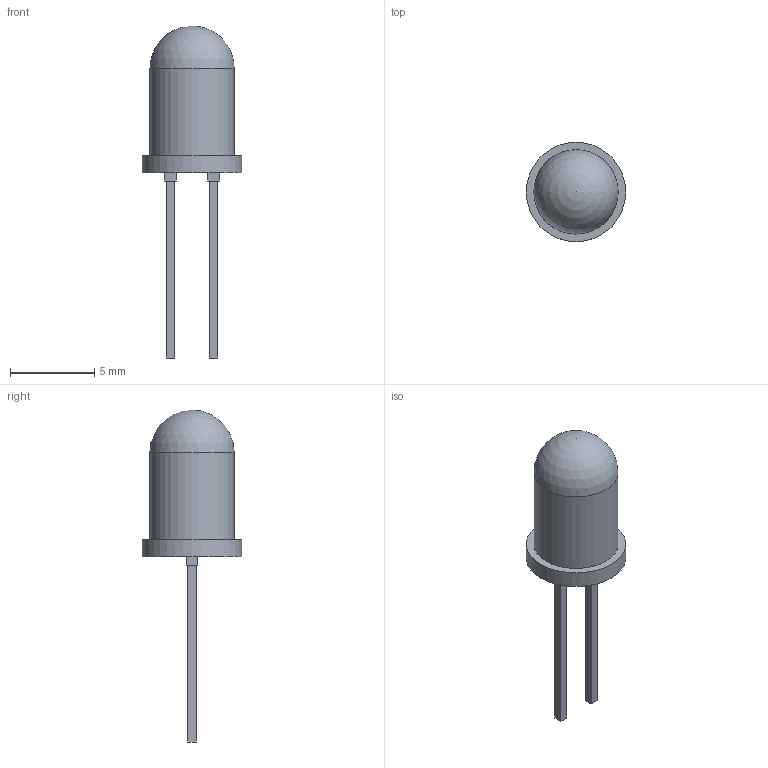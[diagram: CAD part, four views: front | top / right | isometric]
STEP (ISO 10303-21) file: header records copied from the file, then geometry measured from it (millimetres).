
FILE_DESCRIPTION(('FreeCAD Model'),'2;1');
FILE_NAME('Open CASCADE Shape Model','2025-05-28T02:12:50',('Author'),( ''),'Open CASCADE STEP processor 7.8','FreeCAD','Unknown');
FILE_SCHEMA(('AUTOMOTIVE_DESIGN { 1 0 10303 214 1 1 1 1 }'));
Length unit declared in the file: millimetre
Products named in the file (1): LinearPattern
Bounding box: 5.9 x 5.9 x 19.7 mm (x, y, z)
Volume: 167.9 mm3; surface area: 219.3 mm2
Topology: 1 solids, 1 shells, 25 faces, 56 edges, 37 vertices
Faces by surface type: plane 22, cylinder 2, sphere 1
Full cylindrical faces by diameter (mm): 5 x1, 5.9 x1
Entity records: 704 total; most frequent: CARTESIAN_POINT 118, DIRECTION 112, ORIENTED_EDGE 110, EDGE_CURVE 55, LINE 50, VECTOR 50, VERTEX_POINT 37, AXIS2_PLACEMENT_3D 31
